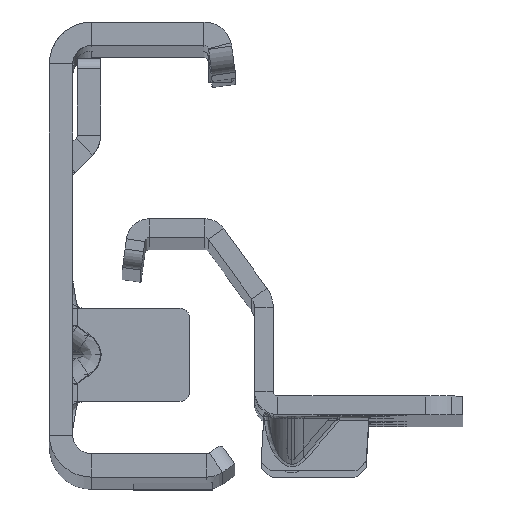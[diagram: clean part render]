
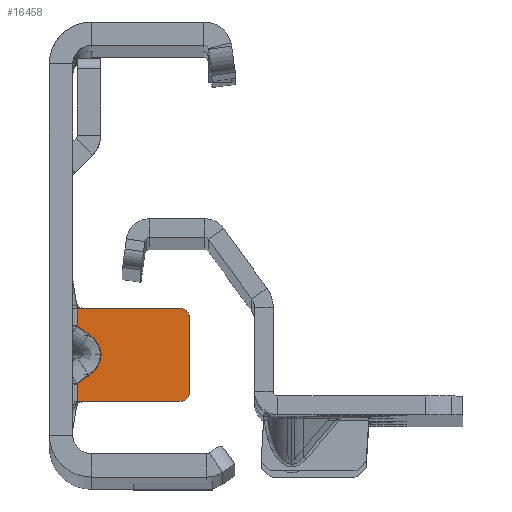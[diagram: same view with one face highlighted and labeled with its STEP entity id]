
A CAD part, top view. The second image highlights one B-rep face of the part: STEP entity #16458.
In plain terms, the highlighted planar face has unit normal (0, 0, 1).
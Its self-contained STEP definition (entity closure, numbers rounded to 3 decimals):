
#121 = ORIENTED_EDGE ( 'NONE', *, *, #15933, .T. ) ;
#175 = DIRECTION ( 'NONE',  ( -0.816, 0.577, 0. ) ) ;
#237 = DIRECTION ( 'NONE',  ( -1., 0., 0. ) ) ;
#442 = VECTOR ( 'NONE', #4484, 1000. ) ;
#474 = DIRECTION ( 'NONE',  ( -1., 0., 0. ) ) ;
#875 = DIRECTION ( 'NONE',  ( 0., 1., 0. ) ) ;
#903 = ORIENTED_EDGE ( 'NONE', *, *, #12961, .F. ) ;
#1135 = VERTEX_POINT ( 'NONE', #15691 ) ;
#1136 = VECTOR ( 'NONE', #875, 1000. ) ;
#1291 = VERTEX_POINT ( 'NONE', #14160 ) ;
#1323 = ORIENTED_EDGE ( 'NONE', *, *, #2287, .T. ) ;
#1478 = LINE ( 'NONE', #6797, #6391 ) ;
#1616 = EDGE_CURVE ( 'NONE', #15688, #4786, #4049, .T. ) ;
#1637 = VERTEX_POINT ( 'NONE', #10322 ) ;
#1694 = CARTESIAN_POINT ( 'NONE',  ( 3.573, -8.692, -741.5 ) ) ;
#2030 =( BOUNDED_CURVE ( )  B_SPLINE_CURVE ( 3, ( #8039, #13128, #1694, #9129 ),
 .UNSPECIFIED., .F., .T. ) 
 B_SPLINE_CURVE_WITH_KNOTS ( ( 4, 4 ),
 ( 2.356, 3.927 ),
 .UNSPECIFIED. ) 
 CURVE ( )  GEOMETRIC_REPRESENTATION_ITEM ( )  RATIONAL_B_SPLINE_CURVE ( ( 1., 0.805, 0.805, 1. ) ) 
 REPRESENTATION_ITEM ( '' )  );
#2244 = VERTEX_POINT ( 'NONE', #14248 ) ;
#2287 = EDGE_CURVE ( 'NONE', #1637, #6344, #14004, .T. ) ;
#2495 = CARTESIAN_POINT ( 'NONE',  ( -1.826, -14.6, -741.5 ) ) ;
#3103 = CARTESIAN_POINT ( 'NONE',  ( 11.5, -5.6, -741.5 ) ) ;
#3229 = ORIENTED_EDGE ( 'NONE', *, *, #1616, .T. ) ;
#3294 = AXIS2_PLACEMENT_3D ( 'NONE', #3103, #15616, #9535 ) ;
#3491 = CARTESIAN_POINT ( 'NONE',  ( 12.5, -13.6, -741.5 ) ) ;
#3727 = CARTESIAN_POINT ( 'NONE',  ( -7.326, 22.3, -741.5 ) ) ;
#3731 = EDGE_CURVE ( 'NONE', #15651, #9031, #12104, .T. ) ;
#3951 = AXIS2_PLACEMENT_3D ( 'NONE', #3727, #10943, #13524 ) ;
#4049 = LINE ( 'NONE', #13892, #6141 ) ;
#4484 = DIRECTION ( 'NONE',  ( 1., 0., 0. ) ) ;
#4527 = CARTESIAN_POINT ( 'NONE',  ( 11.5, -4.6, -741.5 ) ) ;
#4727 = DIRECTION ( 'NONE',  ( 0., 0., 1. ) ) ;
#4786 = VERTEX_POINT ( 'NONE', #9905 ) ;
#4833 = ORIENTED_EDGE ( 'NONE', *, *, #9368, .F. ) ;
#5805 = ORIENTED_EDGE ( 'NONE', *, *, #10123, .F. ) ;
#5812 = FACE_OUTER_BOUND ( 'NONE', #11438, .T. ) ;
#6141 = VECTOR ( 'NONE', #237, 1000. ) ;
#6344 = VERTEX_POINT ( 'NONE', #14443 ) ;
#6391 = VECTOR ( 'NONE', #474, 1000. ) ;
#6720 = VECTOR ( 'NONE', #11520, 1000. ) ;
#6797 = CARTESIAN_POINT ( 'NONE',  ( -1.826, -4.6, -741.5 ) ) ;
#7238 = VECTOR ( 'NONE', #175, 1000. ) ;
#7387 = EDGE_CURVE ( 'NONE', #13120, #2244, #12289, .T. ) ;
#7488 = EDGE_CURVE ( 'NONE', #6344, #1135, #11863, .T. ) ;
#7654 = PLANE ( 'NONE',  #3951 ) ;
#7661 = LINE ( 'NONE', #13996, #7238 ) ;
#7888 = CIRCLE ( 'NONE', #10022, 1. ) ;
#8039 = CARTESIAN_POINT ( 'NONE',  ( 1.757, -11.792, -741.5 ) ) ;
#8253 = CARTESIAN_POINT ( 'NONE',  ( 11.5, -13.6, -741.5 ) ) ;
#8637 = VERTEX_POINT ( 'NONE', #3491 ) ;
#9014 = ORIENTED_EDGE ( 'NONE', *, *, #7488, .T. ) ;
#9031 = VERTEX_POINT ( 'NONE', #4527 ) ;
#9129 = CARTESIAN_POINT ( 'NONE',  ( 1.757, -7.408, -741.5 ) ) ;
#9274 = ORIENTED_EDGE ( 'NONE', *, *, #12582, .T. ) ;
#9368 = EDGE_CURVE ( 'NONE', #2244, #1291, #2030, .T. ) ;
#9420 = ORIENTED_EDGE ( 'NONE', *, *, #11609, .T. ) ;
#9535 = DIRECTION ( 'NONE',  ( 0., -1., 0. ) ) ;
#9554 = CARTESIAN_POINT ( 'NONE',  ( 0.5, 22.3, -741.5 ) ) ;
#9630 = VERTEX_POINT ( 'NONE', #15164 ) ;
#9794 = DIRECTION ( 'NONE',  ( 0.816, 0.577, 0. ) ) ;
#9833 = CARTESIAN_POINT ( 'NONE',  ( 12.5, -5.6, -741.5 ) ) ;
#9905 = CARTESIAN_POINT ( 'NONE',  ( 0.5, -4.6, -741.5 ) ) ;
#9951 = CARTESIAN_POINT ( 'NONE',  ( 2.624, -11.179, -741.5 ) ) ;
#10022 = AXIS2_PLACEMENT_3D ( 'NONE', #8253, #4727, #15998 ) ;
#10123 = EDGE_CURVE ( 'NONE', #1637, #13120, #10891, .T. ) ;
#10322 = CARTESIAN_POINT ( 'NONE',  ( 0.5, -14.6, -741.5 ) ) ;
#10891 = LINE ( 'NONE', #12309, #12494 ) ;
#10943 = DIRECTION ( 'NONE',  ( 0., 0., -1. ) ) ;
#11152 = EDGE_CURVE ( 'NONE', #1291, #9630, #7661, .T. ) ;
#11438 = EDGE_LOOP ( 'NONE', ( #13519, #4833, #13741, #5805, #1323, #9014, #121, #9274, #12967, #9420, #3229, #903 ) ) ;
#11520 = DIRECTION ( 'NONE',  ( 1., 0., 0. ) ) ;
#11609 = EDGE_CURVE ( 'NONE', #9031, #15688, #1478, .T. ) ;
#11863 = LINE ( 'NONE', #13350, #442 ) ;
#12104 = CIRCLE ( 'NONE', #3294, 1. ) ;
#12162 = VECTOR ( 'NONE', #9794, 1000. ) ;
#12229 = LINE ( 'NONE', #9554, #1136 ) ;
#12289 = LINE ( 'NONE', #9951, #12162 ) ;
#12309 = CARTESIAN_POINT ( 'NONE',  ( 0.5, 22.3, -741.5 ) ) ;
#12326 = DIRECTION ( 'NONE',  ( 0., 1., 0. ) ) ;
#12449 = CARTESIAN_POINT ( 'NONE',  ( 12.5, -5.6, -741.5 ) ) ;
#12494 = VECTOR ( 'NONE', #15886, 1000. ) ;
#12582 = EDGE_CURVE ( 'NONE', #8637, #15651, #16148, .T. ) ;
#12832 = VECTOR ( 'NONE', #12326, 1000. ) ;
#12853 = CARTESIAN_POINT ( 'NONE',  ( 0.708, -4.6, -741.5 ) ) ;
#12961 = EDGE_CURVE ( 'NONE', #9630, #4786, #12229, .T. ) ;
#12967 = ORIENTED_EDGE ( 'NONE', *, *, #3731, .T. ) ;
#13049 = CARTESIAN_POINT ( 'NONE',  ( 0.5, -12.681, -741.5 ) ) ;
#13120 = VERTEX_POINT ( 'NONE', #13049 ) ;
#13128 = CARTESIAN_POINT ( 'NONE',  ( 3.573, -10.508, -741.5 ) ) ;
#13350 = CARTESIAN_POINT ( 'NONE',  ( -1.826, -14.6, -741.5 ) ) ;
#13519 = ORIENTED_EDGE ( 'NONE', *, *, #11152, .F. ) ;
#13524 = DIRECTION ( 'NONE',  ( 0., 1., 0. ) ) ;
#13741 = ORIENTED_EDGE ( 'NONE', *, *, #7387, .F. ) ;
#13892 = CARTESIAN_POINT ( 'NONE',  ( -1.826, -4.6, -741.5 ) ) ;
#13996 = CARTESIAN_POINT ( 'NONE',  ( 1.367, -7.131, -741.5 ) ) ;
#14004 = LINE ( 'NONE', #2495, #6720 ) ;
#14160 = CARTESIAN_POINT ( 'NONE',  ( 1.757, -7.408, -741.5 ) ) ;
#14248 = CARTESIAN_POINT ( 'NONE',  ( 1.757, -11.792, -741.5 ) ) ;
#14443 = CARTESIAN_POINT ( 'NONE',  ( 0.708, -14.6, -741.5 ) ) ;
#15164 = CARTESIAN_POINT ( 'NONE',  ( 0.5, -6.519, -741.5 ) ) ;
#15616 = DIRECTION ( 'NONE',  ( 0., 0., 1. ) ) ;
#15651 = VERTEX_POINT ( 'NONE', #12449 ) ;
#15688 = VERTEX_POINT ( 'NONE', #12853 ) ;
#15691 = CARTESIAN_POINT ( 'NONE',  ( 11.5, -14.6, -741.5 ) ) ;
#15886 = DIRECTION ( 'NONE',  ( 0., 1., 0. ) ) ;
#15933 = EDGE_CURVE ( 'NONE', #1135, #8637, #7888, .T. ) ;
#15998 = DIRECTION ( 'NONE',  ( 0., 1., 0. ) ) ;
#16148 = LINE ( 'NONE', #9833, #12832 ) ;
#16458 = ADVANCED_FACE ( 'NONE', ( #5812 ), #7654, .F. ) ;
